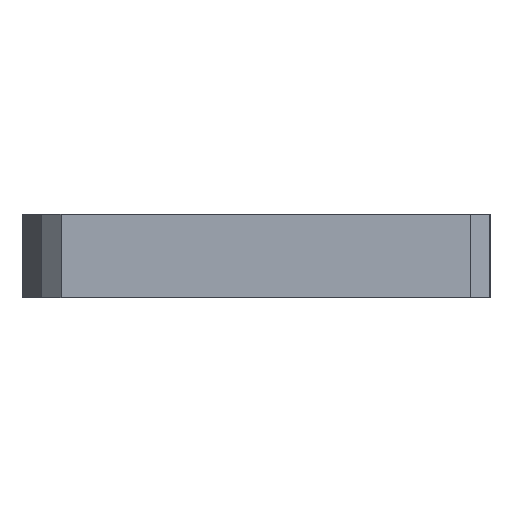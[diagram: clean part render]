
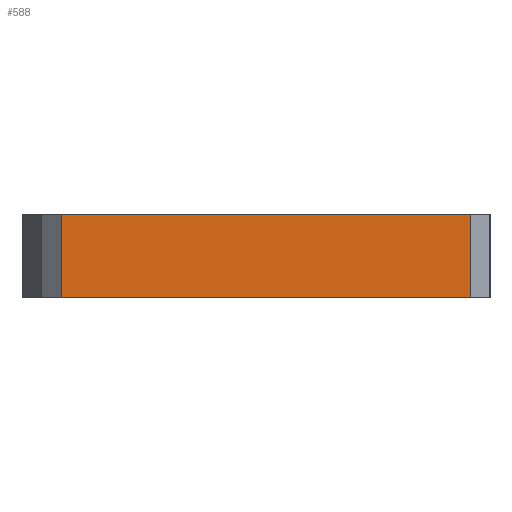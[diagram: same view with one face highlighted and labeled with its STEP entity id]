
A CAD part, left-side view. The second image highlights one B-rep face of the part: STEP entity #588.
In plain terms, the highlighted planar face has unit normal (-1, 0, 0).
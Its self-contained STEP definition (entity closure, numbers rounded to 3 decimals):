
#80 = VERTEX_POINT('',#81);
#81 = CARTESIAN_POINT('',(-59.1,47.98,19.5));
#87 = EDGE_CURVE('',#80,#88,#90,.T.);
#88 = VERTEX_POINT('',#89);
#89 = CARTESIAN_POINT('',(-59.1,-47.98,19.5));
#90 = LINE('',#91,#92);
#91 = CARTESIAN_POINT('',(-59.1,53.55,19.5));
#92 = VECTOR('',#93,1.);
#93 = DIRECTION('',(0.,-1.,0.));
#547 = VERTEX_POINT('',#548);
#548 = CARTESIAN_POINT('',(-59.1,-47.98,0.));
#554 = EDGE_CURVE('',#88,#547,#555,.T.);
#555 = LINE('',#556,#557);
#556 = CARTESIAN_POINT('',(-59.1,-47.98,19.5));
#557 = VECTOR('',#558,1.);
#558 = DIRECTION('',(-0.,-0.,-1.));
#588 = ADVANCED_FACE('',(#589),#607,.T.);
#589 = FACE_BOUND('',#590,.T.);
#590 = EDGE_LOOP('',(#591,#592,#600,#606));
#591 = ORIENTED_EDGE('',*,*,#87,.F.);
#592 = ORIENTED_EDGE('',*,*,#593,.T.);
#593 = EDGE_CURVE('',#80,#594,#596,.T.);
#594 = VERTEX_POINT('',#595);
#595 = CARTESIAN_POINT('',(-59.1,47.98,0.));
#596 = LINE('',#597,#598);
#597 = CARTESIAN_POINT('',(-59.1,47.98,19.5));
#598 = VECTOR('',#599,1.);
#599 = DIRECTION('',(-0.,-0.,-1.));
#600 = ORIENTED_EDGE('',*,*,#601,.T.);
#601 = EDGE_CURVE('',#594,#547,#602,.T.);
#602 = LINE('',#603,#604);
#603 = CARTESIAN_POINT('',(-59.1,53.55,0.));
#604 = VECTOR('',#605,1.);
#605 = DIRECTION('',(0.,-1.,0.));
#606 = ORIENTED_EDGE('',*,*,#554,.F.);
#607 = PLANE('',#608);
#608 = AXIS2_PLACEMENT_3D('',#609,#610,#611);
#609 = CARTESIAN_POINT('',(-59.1,0.,9.75));
#610 = DIRECTION('',(-1.,-0.,-0.));
#611 = DIRECTION('',(0.,0.,-1.));
